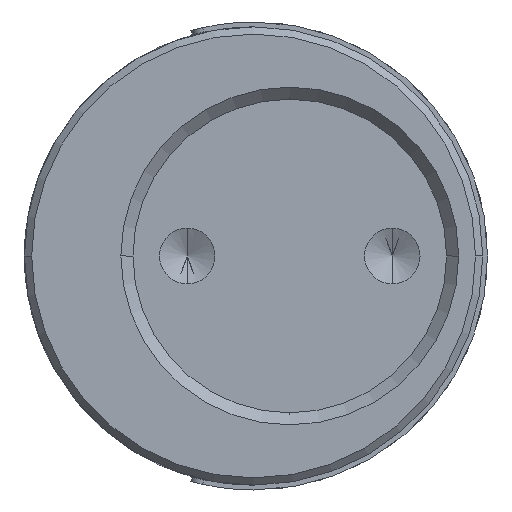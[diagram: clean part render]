
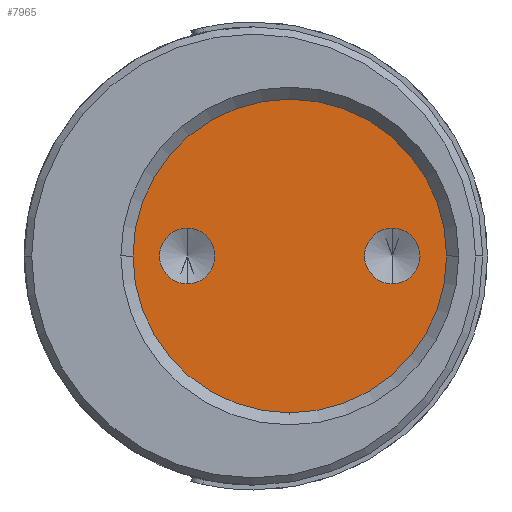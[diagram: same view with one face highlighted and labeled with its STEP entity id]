
A CAD part, left-side view. The second image highlights one B-rep face of the part: STEP entity #7965.
In plain terms, the highlighted planar face has unit normal (-1, 0, 0).
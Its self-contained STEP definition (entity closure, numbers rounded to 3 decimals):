
#45 = EDGE_CURVE ( 'NONE', #6831, #7864, #10991, .T. ) ;
#108 = AXIS2_PLACEMENT_3D ( 'NONE', #404, #2160, #8871 ) ;
#404 = CARTESIAN_POINT ( 'NONE',  ( -25.5, 2.75, 0. ) ) ;
#455 = DIRECTION ( 'NONE',  ( 1., 0., 0. ) ) ;
#517 = DIRECTION ( 'NONE',  ( 1., 0., 0. ) ) ;
#1047 = CIRCLE ( 'NONE', #7621, 1.15 ) ;
#1302 = DIRECTION ( 'NONE',  ( 0., 0., -1. ) ) ;
#1493 = EDGE_CURVE ( 'NONE', #6001, #7452, #1047, .T. ) ;
#1747 = DIRECTION ( 'NONE',  ( 0., -1., 0. ) ) ;
#1763 = CARTESIAN_POINT ( 'NONE',  ( -25.5, -1.5, 0. ) ) ;
#2076 = CARTESIAN_POINT ( 'NONE',  ( -25.5, 3.9, 0. ) ) ;
#2160 = DIRECTION ( 'NONE',  ( 1., 0., 0. ) ) ;
#2618 = EDGE_CURVE ( 'NONE', #7452, #6001, #5269, .T. ) ;
#2846 = EDGE_CURVE ( 'NONE', #10706, #4796, #5817, .T. ) ;
#2923 = AXIS2_PLACEMENT_3D ( 'NONE', #8902, #9679, #7960 ) ;
#2971 = CIRCLE ( 'NONE', #6592, 6.5 ) ;
#2995 = CARTESIAN_POINT ( 'NONE',  ( -25.5, -1.5, 0. ) ) ;
#3494 = CARTESIAN_POINT ( 'NONE',  ( -25.5, -6.9, 0. ) ) ;
#3502 = AXIS2_PLACEMENT_3D ( 'NONE', #6182, #9688, #4615 ) ;
#3764 = EDGE_LOOP ( 'NONE', ( #7230, #9888 ) ) ;
#4180 = ORIENTED_EDGE ( 'NONE', *, *, #2846, .F. ) ;
#4504 = CIRCLE ( 'NONE', #2923, 1.15 ) ;
#4615 = DIRECTION ( 'NONE',  ( 0., -1., 0. ) ) ;
#4752 = CARTESIAN_POINT ( 'NONE',  ( -25.5, 1.6, 0. ) ) ;
#4796 = VERTEX_POINT ( 'NONE', #10193 ) ;
#4931 = ORIENTED_EDGE ( 'NONE', *, *, #5907, .F. ) ;
#4977 = EDGE_LOOP ( 'NONE', ( #6137, #7490 ) ) ;
#4984 = AXIS2_PLACEMENT_3D ( 'NONE', #1763, #7574, #5036 ) ;
#5006 = FACE_BOUND ( 'NONE', #3764, .T. ) ;
#5014 = CARTESIAN_POINT ( 'NONE',  ( -25.5, -1.5, -6.5 ) ) ;
#5036 = DIRECTION ( 'NONE',  ( 0., 0., -1. ) ) ;
#5269 = CIRCLE ( 'NONE', #108, 1.15 ) ;
#5318 = PLANE ( 'NONE',  #3502 ) ;
#5539 = FACE_OUTER_BOUND ( 'NONE', #10182, .T. ) ;
#5817 = CIRCLE ( 'NONE', #4984, 6.5 ) ;
#5907 = EDGE_CURVE ( 'NONE', #4796, #10706, #2971, .T. ) ;
#6001 = VERTEX_POINT ( 'NONE', #2076 ) ;
#6137 = ORIENTED_EDGE ( 'NONE', *, *, #2618, .T. ) ;
#6182 = CARTESIAN_POINT ( 'NONE',  ( -25.5, -1.5, 0. ) ) ;
#6478 = DIRECTION ( 'NONE',  ( 0., -1., 0. ) ) ;
#6592 = AXIS2_PLACEMENT_3D ( 'NONE', #2995, #517, #1302 ) ;
#6831 = VERTEX_POINT ( 'NONE', #3494 ) ;
#7230 = ORIENTED_EDGE ( 'NONE', *, *, #45, .T. ) ;
#7452 = VERTEX_POINT ( 'NONE', #4752 ) ;
#7490 = ORIENTED_EDGE ( 'NONE', *, *, #1493, .T. ) ;
#7574 = DIRECTION ( 'NONE',  ( 1., 0., 0. ) ) ;
#7621 = AXIS2_PLACEMENT_3D ( 'NONE', #9418, #7632, #1747 ) ;
#7632 = DIRECTION ( 'NONE',  ( 1., 0., 0. ) ) ;
#7864 = VERTEX_POINT ( 'NONE', #8797 ) ;
#7933 = FACE_BOUND ( 'NONE', #4977, .T. ) ;
#7960 = DIRECTION ( 'NONE',  ( 0., -1., 0. ) ) ;
#7965 = ADVANCED_FACE ( 'NONE', ( #5539, #5006, #7933 ), #5318, .T. ) ;
#8430 = AXIS2_PLACEMENT_3D ( 'NONE', #10822, #455, #6478 ) ;
#8797 = CARTESIAN_POINT ( 'NONE',  ( -25.5, -4.6, 0. ) ) ;
#8871 = DIRECTION ( 'NONE',  ( 0., -1., 0. ) ) ;
#8902 = CARTESIAN_POINT ( 'NONE',  ( -25.5, -5.75, 0. ) ) ;
#9418 = CARTESIAN_POINT ( 'NONE',  ( -25.5, 2.75, 0. ) ) ;
#9679 = DIRECTION ( 'NONE',  ( 1., 0., 0. ) ) ;
#9688 = DIRECTION ( 'NONE',  ( -1., 0., 0. ) ) ;
#9888 = ORIENTED_EDGE ( 'NONE', *, *, #10417, .T. ) ;
#10182 = EDGE_LOOP ( 'NONE', ( #4180, #4931 ) ) ;
#10193 = CARTESIAN_POINT ( 'NONE',  ( -25.5, -1.5, 6.5 ) ) ;
#10417 = EDGE_CURVE ( 'NONE', #7864, #6831, #4504, .T. ) ;
#10706 = VERTEX_POINT ( 'NONE', #5014 ) ;
#10822 = CARTESIAN_POINT ( 'NONE',  ( -25.5, -5.75, 0. ) ) ;
#10991 = CIRCLE ( 'NONE', #8430, 1.15 ) ;
